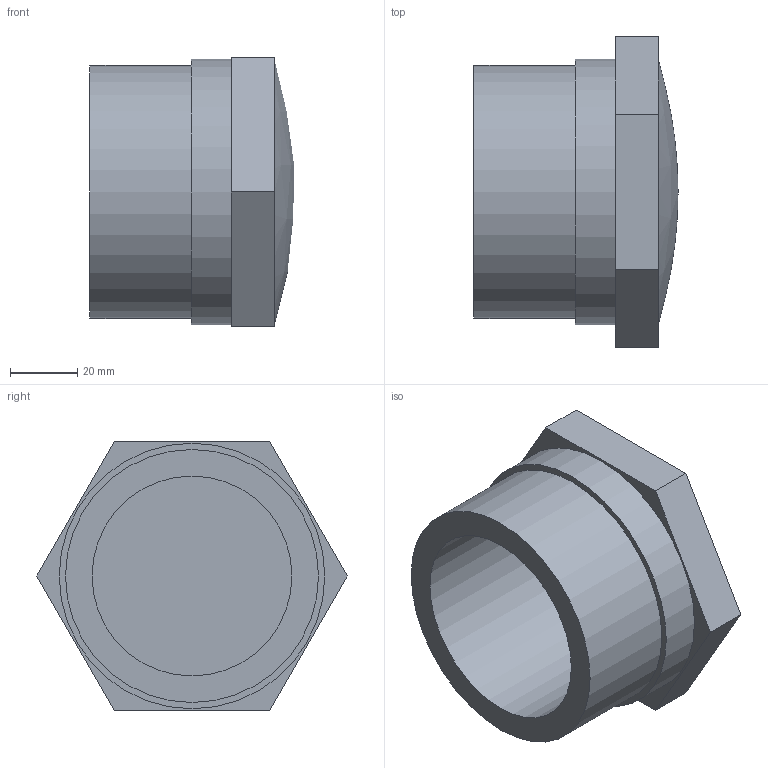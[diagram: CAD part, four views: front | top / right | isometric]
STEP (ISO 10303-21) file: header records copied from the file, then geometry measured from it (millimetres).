
FILE_DESCRIPTION(/* description */ (''),/* implementation_level */ '2;1');
FILE_NAME(/* name */ 'PFV212.ipt.stp',/* time_stamp */ '2013-10-01T14:50:43+02:00',/* author */ ('bfaro'),/* organization */ (''),/* preprocessor_version */ 'ST-DEVELOPER v15.2',/* originating_system */ 'Autodesk Inventor 2014',/* authorisation */ '');
FILE_SCHEMA (('AUTOMOTIVE_DESIGN { 1 0 10303 214 3 1 1 }'));
Length unit declared in the file: millimetre
Products named in the file (1): PFV212
Bounding box: 60.75 x 92.38 x 80 mm (x, y, z)
Volume: 161781.8 mm3; surface area: 32708.4 mm2
Topology: 1 solids, 1 shells, 15 faces, 29 edges, 21 vertices
Faces by surface type: plane 11, cylinder 3, sphere 1
Full cylindrical faces by diameter (mm): 59.5 x1, 75.3 x1, 79 x1
Entity records: 401 total; most frequent: DIRECTION 65, CARTESIAN_POINT 63, ORIENTED_EDGE 50, EDGE_CURVE 25, AXIS2_PLACEMENT_3D 23, EDGE_LOOP 22, LINE 19, VECTOR 19
